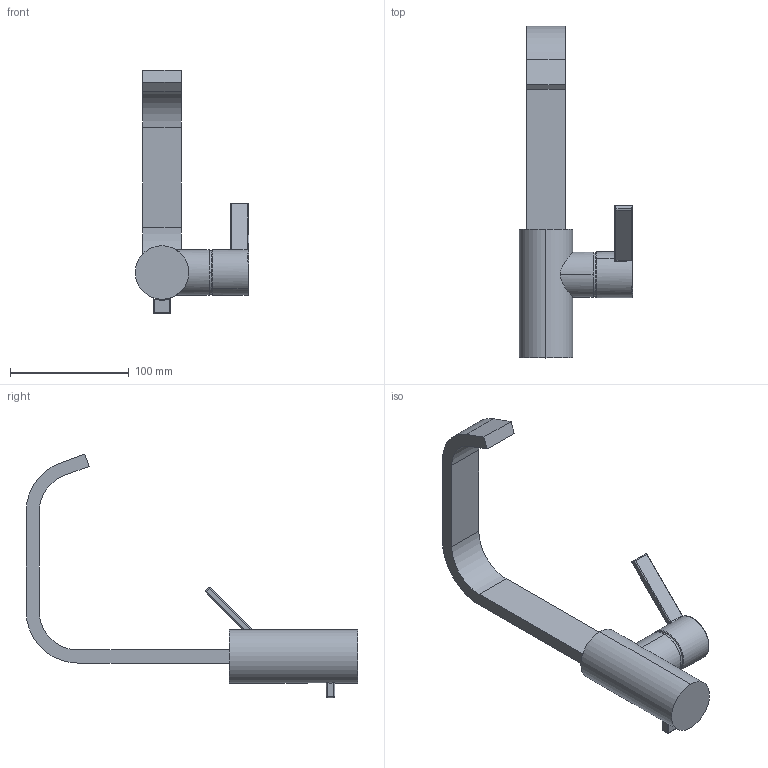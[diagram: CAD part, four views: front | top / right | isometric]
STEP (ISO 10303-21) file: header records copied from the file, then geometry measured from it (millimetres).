
FILE_DESCRIPTION (( 'STEP AP214' ), '1' );
FILE_NAME ('33528671ff_PM.STEP', '2023-11-20T10:20:19', ( '' ), ( '' ), 'SwSTEP 2.0', 'SolidWorks 2023', '' );
FILE_SCHEMA (( 'AUTOMOTIVE_DESIGN' ));
Length unit declared in the file: millimetre
Products named in the file (7): Planungsmodell_Gehaeuse-+-09196701490_K1_38; Hebel-+-09206702721_K1_39x31; 33528671ff_PM; Planungsmodell_Knopf-+-09.20.67.002.94-01_-_K1; Planungsmodell_Auslauf-+-33.526.670-03_K3_32x171; Planungsmodell_Koerper-+-0919670119012_K1_45x108; Planungsmodell_Haube-+-33.526.670-04_K1_37
Assembly tree (6 placements, depth 2):
  33528671ff_PM
    Planungsmodell_Auslauf-+-33.526.670-03_K3_32x171
    Planungsmodell_Haube-+-33.526.670-04_K1_37
    Hebel-+-09206702721_K1_39x31
    Planungsmodell_Gehaeuse-+-09196701490_K1_38
    Planungsmodell_Knopf-+-09.20.67.002.94-01_-_K1
    Planungsmodell_Koerper-+-0919670119012_K1_45x108
Bounding box: 95.48 x 278.85 x 205 mm (x, y, z)
Volume: 343208.1 mm3; surface area: 71166.5 mm2
Topology: 6 solids, 8 shells, 120 faces, 272 edges, 163 vertices
Faces by surface type: cylinder 48, plane 38, sphere 15, bspline 11, torus 6, cone 2
Entity records: 4447 total; most frequent: CARTESIAN_POINT 1620, DIRECTION 576, ORIENTED_EDGE 532, EDGE_CURVE 266, AXIS2_PLACEMENT_3D 235, VERTEX_POINT 163, EDGE_LOOP 121, ADVANCED_FACE 120
